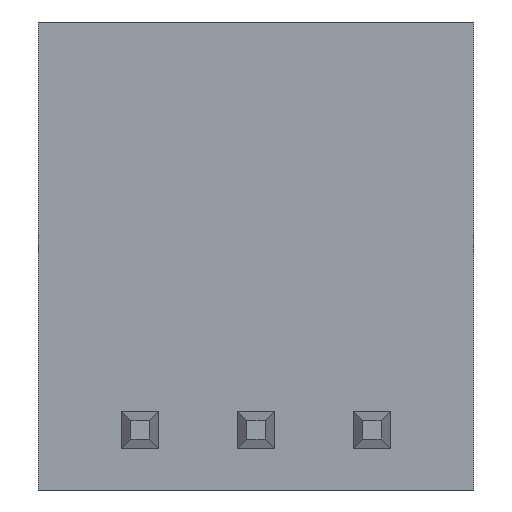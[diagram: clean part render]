
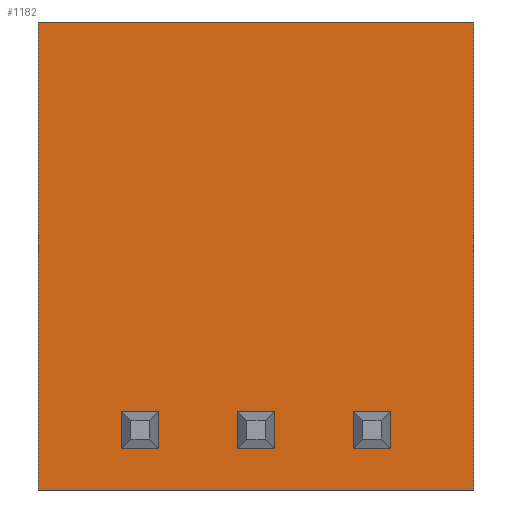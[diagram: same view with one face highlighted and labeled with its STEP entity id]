
A CAD part, front view. The second image highlights one B-rep face of the part: STEP entity #1182.
In plain terms, the highlighted planar face has unit normal (0, -1, 0).
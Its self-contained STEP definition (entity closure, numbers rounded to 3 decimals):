
#1062=AXIS2_PLACEMENT_3D('Plane Axis2P3D',#1059,#1060,#1061) ;
#719=CARTESIAN_POINT('Vertex',(0.,3.2,10.1)) ;
#724=CARTESIAN_POINT('Line Origine',(4.7,3.2,10.1)) ;
#728=CARTESIAN_POINT('Vertex',(9.4,3.2,10.1)) ;
#1036=CARTESIAN_POINT('Vertex',(0.,3.2,0.)) ;
#1043=CARTESIAN_POINT('Vertex',(9.4,3.2,0.)) ;
#1046=CARTESIAN_POINT('Line Origine',(4.7,3.2,0.)) ;
#1059=CARTESIAN_POINT('Axis2P3D Location',(0.95,3.2,3.5)) ;
#1064=CARTESIAN_POINT('Line Origine',(0.,3.2,5.05)) ;
#1069=CARTESIAN_POINT('Line Origine',(9.4,3.2,5.05)) ;
#1080=CARTESIAN_POINT('Line Origine',(2.2,3.2,1.7)) ;
#1084=CARTESIAN_POINT('Vertex',(1.8,3.2,1.7)) ;
#1086=CARTESIAN_POINT('Vertex',(2.6,3.2,1.7)) ;
#1089=CARTESIAN_POINT('Line Origine',(2.6,3.2,1.3)) ;
#1093=CARTESIAN_POINT('Vertex',(2.6,3.2,0.9)) ;
#1096=CARTESIAN_POINT('Line Origine',(2.2,3.2,0.9)) ;
#1100=CARTESIAN_POINT('Vertex',(1.8,3.2,0.9)) ;
#1103=CARTESIAN_POINT('Line Origine',(1.8,3.2,1.3)) ;
#1114=CARTESIAN_POINT('Line Origine',(4.7,3.2,1.7)) ;
#1118=CARTESIAN_POINT('Vertex',(4.3,3.2,1.7)) ;
#1120=CARTESIAN_POINT('Vertex',(5.1,3.2,1.7)) ;
#1123=CARTESIAN_POINT('Line Origine',(5.1,3.2,1.3)) ;
#1127=CARTESIAN_POINT('Vertex',(5.1,3.2,0.9)) ;
#1130=CARTESIAN_POINT('Line Origine',(4.7,3.2,0.9)) ;
#1134=CARTESIAN_POINT('Vertex',(4.3,3.2,0.9)) ;
#1137=CARTESIAN_POINT('Line Origine',(4.3,3.2,1.3)) ;
#1148=CARTESIAN_POINT('Line Origine',(7.2,3.2,1.7)) ;
#1152=CARTESIAN_POINT('Vertex',(6.8,3.2,1.7)) ;
#1154=CARTESIAN_POINT('Vertex',(7.6,3.2,1.7)) ;
#1157=CARTESIAN_POINT('Line Origine',(7.6,3.2,1.3)) ;
#1161=CARTESIAN_POINT('Vertex',(7.6,3.2,0.9)) ;
#1164=CARTESIAN_POINT('Line Origine',(7.2,3.2,0.9)) ;
#1168=CARTESIAN_POINT('Vertex',(6.8,3.2,0.9)) ;
#1171=CARTESIAN_POINT('Line Origine',(6.8,3.2,1.3)) ;
#725=DIRECTION('Vector Direction',(-1.,0.,0.)) ;
#1047=DIRECTION('Vector Direction',(-1.,0.,0.)) ;
#1060=DIRECTION('Axis2P3D Direction',(0.,-1.,0.)) ;
#1061=DIRECTION('Axis2P3D XDirection',(0.,0.,-1.)) ;
#1065=DIRECTION('Vector Direction',(0.,0.,1.)) ;
#1070=DIRECTION('Vector Direction',(0.,0.,1.)) ;
#1081=DIRECTION('Vector Direction',(1.,0.,0.)) ;
#1090=DIRECTION('Vector Direction',(0.,0.,1.)) ;
#1097=DIRECTION('Vector Direction',(1.,0.,0.)) ;
#1104=DIRECTION('Vector Direction',(0.,0.,1.)) ;
#1115=DIRECTION('Vector Direction',(1.,0.,0.)) ;
#1124=DIRECTION('Vector Direction',(0.,0.,1.)) ;
#1131=DIRECTION('Vector Direction',(1.,0.,0.)) ;
#1138=DIRECTION('Vector Direction',(0.,0.,1.)) ;
#1149=DIRECTION('Vector Direction',(1.,0.,0.)) ;
#1158=DIRECTION('Vector Direction',(0.,0.,1.)) ;
#1165=DIRECTION('Vector Direction',(1.,0.,0.)) ;
#1172=DIRECTION('Vector Direction',(0.,0.,1.)) ;
#726=VECTOR('Line Direction',#725,1.) ;
#1048=VECTOR('Line Direction',#1047,1.) ;
#1066=VECTOR('Line Direction',#1065,1.) ;
#1071=VECTOR('Line Direction',#1070,1.) ;
#1082=VECTOR('Line Direction',#1081,1.) ;
#1091=VECTOR('Line Direction',#1090,1.) ;
#1098=VECTOR('Line Direction',#1097,1.) ;
#1105=VECTOR('Line Direction',#1104,1.) ;
#1116=VECTOR('Line Direction',#1115,1.) ;
#1125=VECTOR('Line Direction',#1124,1.) ;
#1132=VECTOR('Line Direction',#1131,1.) ;
#1139=VECTOR('Line Direction',#1138,1.) ;
#1150=VECTOR('Line Direction',#1149,1.) ;
#1159=VECTOR('Line Direction',#1158,1.) ;
#1166=VECTOR('Line Direction',#1165,1.) ;
#1173=VECTOR('Line Direction',#1172,1.) ;
#1075=ORIENTED_EDGE('',*,*,#1068,.F.) ;
#1076=ORIENTED_EDGE('',*,*,#1050,.F.) ;
#1077=ORIENTED_EDGE('',*,*,#1073,.T.) ;
#1078=ORIENTED_EDGE('',*,*,#730,.T.) ;
#1109=ORIENTED_EDGE('',*,*,#1088,.T.) ;
#1110=ORIENTED_EDGE('',*,*,#1095,.F.) ;
#1111=ORIENTED_EDGE('',*,*,#1102,.F.) ;
#1112=ORIENTED_EDGE('',*,*,#1107,.T.) ;
#1143=ORIENTED_EDGE('',*,*,#1122,.T.) ;
#1144=ORIENTED_EDGE('',*,*,#1129,.F.) ;
#1145=ORIENTED_EDGE('',*,*,#1136,.F.) ;
#1146=ORIENTED_EDGE('',*,*,#1141,.T.) ;
#1177=ORIENTED_EDGE('',*,*,#1156,.T.) ;
#1178=ORIENTED_EDGE('',*,*,#1163,.F.) ;
#1179=ORIENTED_EDGE('',*,*,#1170,.F.) ;
#1180=ORIENTED_EDGE('',*,*,#1175,.T.) ;
#1113=FACE_BOUND('',#1108,.T.) ;
#1147=FACE_BOUND('',#1142,.T.) ;
#1181=FACE_BOUND('',#1176,.T.) ;
#1182=ADVANCED_FACE('BREP_WITH_VOIDS #3985',(#1079,#1113,#1147,#1181),#1063,.T.) ;
#730=EDGE_CURVE('',#729,#720,#727,.T.) ;
#1050=EDGE_CURVE('',#1044,#1037,#1049,.T.) ;
#1068=EDGE_CURVE('',#1037,#720,#1067,.T.) ;
#1073=EDGE_CURVE('',#1044,#729,#1072,.T.) ;
#1088=EDGE_CURVE('',#1085,#1087,#1083,.T.) ;
#1095=EDGE_CURVE('',#1094,#1087,#1092,.T.) ;
#1102=EDGE_CURVE('',#1101,#1094,#1099,.T.) ;
#1107=EDGE_CURVE('',#1101,#1085,#1106,.T.) ;
#1122=EDGE_CURVE('',#1119,#1121,#1117,.T.) ;
#1129=EDGE_CURVE('',#1128,#1121,#1126,.T.) ;
#1136=EDGE_CURVE('',#1135,#1128,#1133,.T.) ;
#1141=EDGE_CURVE('',#1135,#1119,#1140,.T.) ;
#1156=EDGE_CURVE('',#1153,#1155,#1151,.T.) ;
#1163=EDGE_CURVE('',#1162,#1155,#1160,.T.) ;
#1170=EDGE_CURVE('',#1169,#1162,#1167,.T.) ;
#1175=EDGE_CURVE('',#1169,#1153,#1174,.T.) ;
#1074=EDGE_LOOP('',(#1075,#1076,#1077,#1078)) ;
#1108=EDGE_LOOP('',(#1109,#1110,#1111,#1112)) ;
#1142=EDGE_LOOP('',(#1143,#1144,#1145,#1146)) ;
#1176=EDGE_LOOP('',(#1177,#1178,#1179,#1180)) ;
#1079=FACE_OUTER_BOUND('',#1074,.T.) ;
#727=LINE('Line',#724,#726) ;
#1049=LINE('Line',#1046,#1048) ;
#1067=LINE('Line',#1064,#1066) ;
#1072=LINE('Line',#1069,#1071) ;
#1083=LINE('Line',#1080,#1082) ;
#1092=LINE('Line',#1089,#1091) ;
#1099=LINE('Line',#1096,#1098) ;
#1106=LINE('Line',#1103,#1105) ;
#1117=LINE('Line',#1114,#1116) ;
#1126=LINE('Line',#1123,#1125) ;
#1133=LINE('Line',#1130,#1132) ;
#1140=LINE('Line',#1137,#1139) ;
#1151=LINE('Line',#1148,#1150) ;
#1160=LINE('Line',#1157,#1159) ;
#1167=LINE('Line',#1164,#1166) ;
#1174=LINE('Line',#1171,#1173) ;
#1063=PLANE('',#1062) ;
#720=VERTEX_POINT('',#719) ;
#729=VERTEX_POINT('',#728) ;
#1037=VERTEX_POINT('',#1036) ;
#1044=VERTEX_POINT('',#1043) ;
#1085=VERTEX_POINT('',#1084) ;
#1087=VERTEX_POINT('',#1086) ;
#1094=VERTEX_POINT('',#1093) ;
#1101=VERTEX_POINT('',#1100) ;
#1119=VERTEX_POINT('',#1118) ;
#1121=VERTEX_POINT('',#1120) ;
#1128=VERTEX_POINT('',#1127) ;
#1135=VERTEX_POINT('',#1134) ;
#1153=VERTEX_POINT('',#1152) ;
#1155=VERTEX_POINT('',#1154) ;
#1162=VERTEX_POINT('',#1161) ;
#1169=VERTEX_POINT('',#1168) ;
